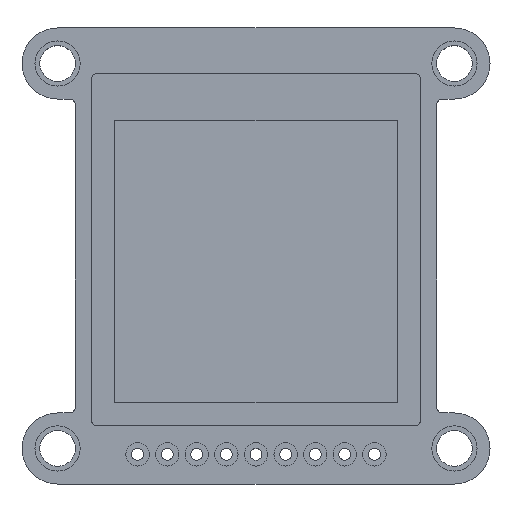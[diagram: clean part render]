
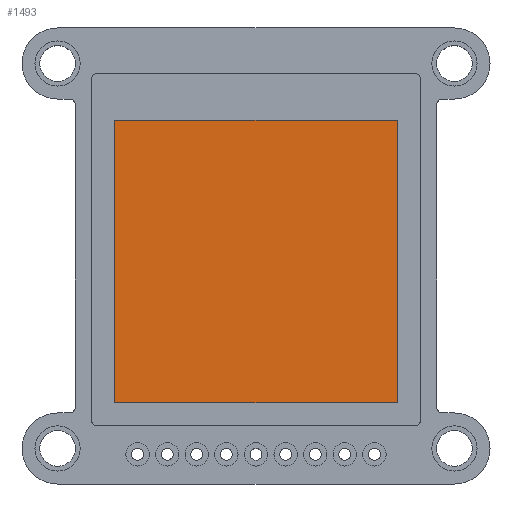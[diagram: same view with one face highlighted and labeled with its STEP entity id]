
A CAD part, top view. The second image highlights one B-rep face of the part: STEP entity #1493.
In plain terms, the highlighted planar face has unit normal (0, 0, 1).
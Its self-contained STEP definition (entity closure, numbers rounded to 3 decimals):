
#260=FACE_OUTER_BOUND('',#359,.T.);
#359=EDGE_LOOP('',(#1055,#1056,#1057,#1058));
#508=LINE('',#2336,#607);
#511=LINE('',#2342,#610);
#514=LINE('',#2348,#613);
#517=LINE('',#2352,#616);
#607=VECTOR('',#1828,10.);
#610=VECTOR('',#1833,10.);
#613=VECTOR('',#1838,10.);
#616=VECTOR('',#1843,10.);
#706=VERTEX_POINT('',#2333);
#707=VERTEX_POINT('',#2335);
#709=VERTEX_POINT('',#2341);
#711=VERTEX_POINT('',#2347);
#840=EDGE_CURVE('',#707,#706,#508,.T.);
#843=EDGE_CURVE('',#709,#707,#511,.T.);
#846=EDGE_CURVE('',#711,#709,#514,.T.);
#849=EDGE_CURVE('',#706,#711,#517,.T.);
#1055=ORIENTED_EDGE('',*,*,#849,.T.);
#1056=ORIENTED_EDGE('',*,*,#846,.T.);
#1057=ORIENTED_EDGE('',*,*,#843,.T.);
#1058=ORIENTED_EDGE('',*,*,#840,.T.);
#1445=PLANE('',#1622);
#1493=ADVANCED_FACE('',(#260),#1445,.T.);
#1622=AXIS2_PLACEMENT_3D('',#2353,#1844,#1845);
#1828=DIRECTION('',(0.,1.,0.));
#1833=DIRECTION('',(1.,0.,0.));
#1838=DIRECTION('',(0.,-1.,0.));
#1843=DIRECTION('',(-1.,0.,0.));
#1844=DIRECTION('center_axis',(0.,0.,1.));
#1845=DIRECTION('ref_axis',(1.,0.,0.));
#2333=CARTESIAN_POINT('',(12.1,11.62,1.31));
#2335=CARTESIAN_POINT('',(12.1,-12.572,1.31));
#2336=CARTESIAN_POINT('',(12.1,11.62,1.31));
#2341=CARTESIAN_POINT('',(-12.1,-12.572,1.31));
#2342=CARTESIAN_POINT('',(-12.1,-12.572,1.31));
#2347=CARTESIAN_POINT('',(-12.1,11.62,1.31));
#2348=CARTESIAN_POINT('',(-12.1,11.62,1.31));
#2352=CARTESIAN_POINT('',(0.,11.62,1.31));
#2353=CARTESIAN_POINT('Origin',(0.,-0.476,
1.31));
